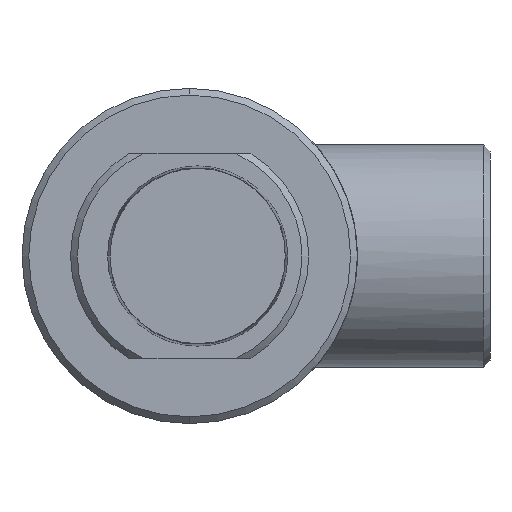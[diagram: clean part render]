
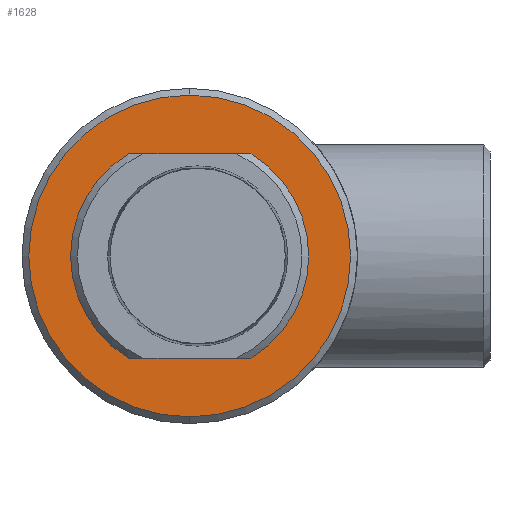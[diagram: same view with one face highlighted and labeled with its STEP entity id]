
A CAD part, front view. The second image highlights one B-rep face of the part: STEP entity #1628.
In plain terms, the highlighted planar face has unit normal (0, -1, 0).
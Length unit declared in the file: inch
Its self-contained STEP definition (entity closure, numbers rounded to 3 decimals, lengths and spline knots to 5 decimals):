
#24 = EDGE_LOOP ( 'NONE', ( #185, #565 ) ) ;
#121 = PLANE ( 'NONE',  #324 ) ;
#140 = DIRECTION ( 'NONE',  ( 0., 0., 1. ) ) ;
#185 = ORIENTED_EDGE ( 'NONE', *, *, #1969, .T. ) ;
#279 = CARTESIAN_POINT ( 'NONE',  ( -0.1033, -3.57516, 0. ) ) ;
#296 = DIRECTION ( 'NONE',  ( 0., -1., 0. ) ) ;
#324 = AXIS2_PLACEMENT_3D ( 'NONE', #1891, #1450, #1761 ) ;
#414 = EDGE_CURVE ( 'NONE', #657, #1901, #1538, .T. ) ;
#424 = CARTESIAN_POINT ( 'NONE',  ( -0.1033, -3.57516, -1.09375 ) ) ;
#468 = VERTEX_POINT ( 'NONE', #991 ) ;
#484 = FACE_OUTER_BOUND ( 'NONE', #24, .T. ) ;
#530 = CIRCLE ( 'NONE', #1778, 1.09375 ) ;
#565 = ORIENTED_EDGE ( 'NONE', *, *, #1934, .T. ) ;
#657 = VERTEX_POINT ( 'NONE', #424 ) ;
#809 = DIRECTION ( 'NONE',  ( 0., 0., 1. ) ) ;
#822 = VERTEX_POINT ( 'NONE', #1044 ) ;
#845 = ORIENTED_EDGE ( 'NONE', *, *, #1021, .F. ) ;
#857 = DIRECTION ( 'NONE',  ( 0., -1., 0. ) ) ;
#865 = AXIS2_PLACEMENT_3D ( 'NONE', #279, #296, #1342 ) ;
#891 = AXIS2_PLACEMENT_3D ( 'NONE', #1993, #1076, #140 ) ;
#897 = CARTESIAN_POINT ( 'NONE',  ( -0.1033, -3.57516, 1.09375 ) ) ;
#991 = CARTESIAN_POINT ( 'NONE',  ( -0.1033, -3.57516, 2.06937 ) ) ;
#1021 = EDGE_CURVE ( 'NONE', #1901, #657, #530, .T. ) ;
#1044 = CARTESIAN_POINT ( 'NONE',  ( -0.1033, -3.57516, -2.06938 ) ) ;
#1076 = DIRECTION ( 'NONE',  ( 0., -1., 0. ) ) ;
#1278 = FACE_BOUND ( 'NONE', #1496, .T. ) ;
#1323 = ORIENTED_EDGE ( 'NONE', *, *, #414, .F. ) ;
#1342 = DIRECTION ( 'NONE',  ( 0., 0., 1. ) ) ;
#1448 = AXIS2_PLACEMENT_3D ( 'NONE', #1884, #1718, #809 ) ;
#1450 = DIRECTION ( 'NONE',  ( 0., 1., 0. ) ) ;
#1496 = EDGE_LOOP ( 'NONE', ( #845, #1323 ) ) ;
#1538 = CIRCLE ( 'NONE', #1448, 1.09375 ) ;
#1628 = ADVANCED_FACE ( 'NONE', ( #484, #1278 ), #121, .F. ) ;
#1718 = DIRECTION ( 'NONE',  ( 0., -1., 0. ) ) ;
#1761 = DIRECTION ( 'NONE',  ( 0., 0., 1. ) ) ;
#1772 = CARTESIAN_POINT ( 'NONE',  ( -0.1033, -3.57516, 0. ) ) ;
#1778 = AXIS2_PLACEMENT_3D ( 'NONE', #1772, #857, #1937 ) ;
#1842 = CIRCLE ( 'NONE', #891, 2.06937 ) ;
#1884 = CARTESIAN_POINT ( 'NONE',  ( -0.1033, -3.57516, 0. ) ) ;
#1891 = CARTESIAN_POINT ( 'NONE',  ( -0.1033, -3.57516, 0. ) ) ;
#1892 = CIRCLE ( 'NONE', #865, 2.06937 ) ;
#1901 = VERTEX_POINT ( 'NONE', #897 ) ;
#1934 = EDGE_CURVE ( 'NONE', #822, #468, #1892, .T. ) ;
#1937 = DIRECTION ( 'NONE',  ( 0., 0., 1. ) ) ;
#1969 = EDGE_CURVE ( 'NONE', #468, #822, #1842, .T. ) ;
#1993 = CARTESIAN_POINT ( 'NONE',  ( -0.1033, -3.57516, 0. ) ) ;
